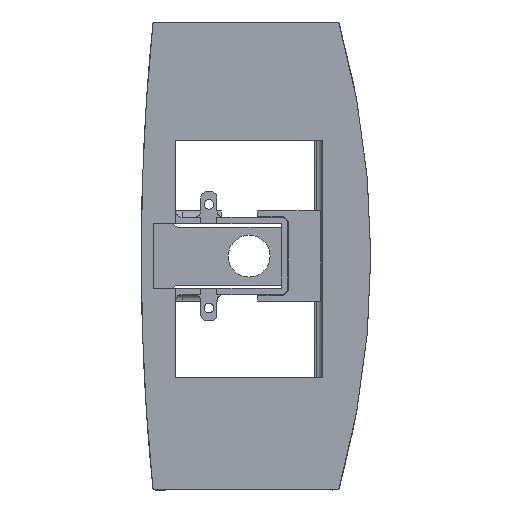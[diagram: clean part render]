
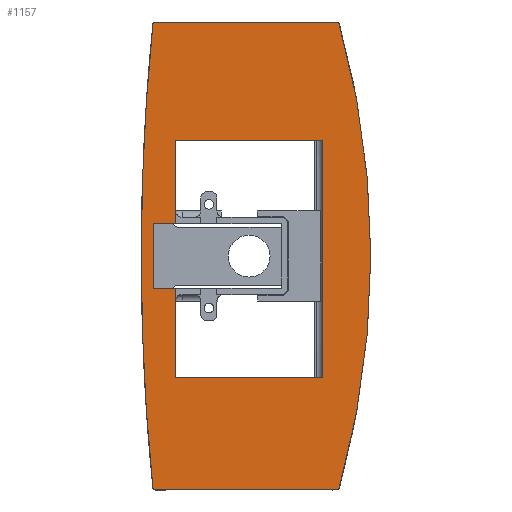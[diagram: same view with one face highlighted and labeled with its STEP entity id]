
A CAD part, top view. The second image highlights one B-rep face of the part: STEP entity #1157.
In plain terms, the highlighted planar face has unit normal (0, 0, 1).
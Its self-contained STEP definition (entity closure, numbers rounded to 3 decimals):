
#544 = LINE ( 'NONE', #4078, #3465 ) ;
#803 = CARTESIAN_POINT ( 'NONE',  ( -53., 25., 26. ) ) ;
#805 = LINE ( 'NONE', #7565, #6905 ) ;
#923 = VECTOR ( 'NONE', #8249, 1000. ) ;
#991 = ORIENTED_EDGE ( 'NONE', *, *, #4892, .F. ) ;
#1157 = ADVANCED_FACE ( 'NONE', ( #12876, #12551 ), #3709, .F. ) ;
#1404 = ORIENTED_EDGE ( 'NONE', *, *, #10849, .T. ) ;
#1495 = DIRECTION ( 'NONE',  ( -1., 0., 0. ) ) ;
#1719 = DIRECTION ( 'NONE',  ( 0., 0., 1. ) ) ;
#1809 = CARTESIAN_POINT ( 'NONE',  ( -0.3, 51.013, 26. ) ) ;
#1810 = EDGE_CURVE ( 'NONE', #10845, #12225, #5747, .T. ) ;
#1818 = ORIENTED_EDGE ( 'NONE', *, *, #1810, .T. ) ;
#1938 = CIRCLE ( 'NONE', #3123, 270. ) ;
#2061 = VERTEX_POINT ( 'NONE', #13376 ) ;
#2094 = CARTESIAN_POINT ( 'NONE',  ( -46., 5., 26. ) ) ;
#2209 = ORIENTED_EDGE ( 'NONE', *, *, #6803, .T. ) ;
#2322 = DIRECTION ( 'NONE',  ( 0., 0., 1. ) ) ;
#2411 = VERTEX_POINT ( 'NONE', #7692 ) ;
#2466 = DIRECTION ( 'NONE',  ( 0., 0., 1. ) ) ;
#2603 = ORIENTED_EDGE ( 'NONE', *, *, #3518, .T. ) ;
#2635 = CARTESIAN_POINT ( 'NONE',  ( -46., 51.013, 26. ) ) ;
#2706 = AXIS2_PLACEMENT_3D ( 'NONE', #3484, #3452, #3430 ) ;
#2772 = CARTESIAN_POINT ( 'NONE',  ( 4.7, -57.7, 26. ) ) ;
#2846 = DIRECTION ( 'NONE',  ( 1., 0., 0. ) ) ;
#2857 = VECTOR ( 'NONE', #1495, 1000. ) ;
#2964 = EDGE_CURVE ( 'NONE', #2061, #11277, #13461, .T. ) ;
#3018 = ORIENTED_EDGE ( 'NONE', *, *, #2964, .F. ) ;
#3123 = AXIS2_PLACEMENT_3D ( 'NONE', #12138, #5318, #13198 ) ;
#3126 = CIRCLE ( 'NONE', #7568, 0.7 ) ;
#3430 = DIRECTION ( 'NONE',  ( -1., 0., 0. ) ) ;
#3452 = DIRECTION ( 'NONE',  ( 0., 0., -1. ) ) ;
#3465 = VECTOR ( 'NONE', #12109, 1000. ) ;
#3484 = CARTESIAN_POINT ( 'NONE',  ( 0., 0., 26. ) ) ;
#3518 = EDGE_CURVE ( 'NONE', #5432, #11277, #13431, .T. ) ;
#3709 = PLANE ( 'NONE',  #2706 ) ;
#3804 = EDGE_CURVE ( 'NONE', #14605, #8392, #544, .T. ) ;
#3885 = CARTESIAN_POINT ( 'NONE',  ( -46., -22.7, 26. ) ) ;
#3917 = AXIS2_PLACEMENT_3D ( 'NONE', #6479, #14298, #7634 ) ;
#3931 = CIRCLE ( 'NONE', #7661, 720.046 ) ;
#4078 = CARTESIAN_POINT ( 'NONE',  ( -46., 25., 26. ) ) ;
#4277 = LINE ( 'NONE', #4725, #923 ) ;
#4638 = VECTOR ( 'NONE', #13541, 1000. ) ;
#4723 = CARTESIAN_POINT ( 'NONE',  ( -0.3, 51.013, 26. ) ) ;
#4725 = CARTESIAN_POINT ( 'NONE',  ( -53., -57.7, 26. ) ) ;
#4892 = EDGE_CURVE ( 'NONE', #13584, #13443, #14572, .T. ) ;
#4998 = DIRECTION ( 'NONE',  ( 1., 0., 0. ) ) ;
#5041 = EDGE_CURVE ( 'NONE', #7473, #13443, #14404, .T. ) ;
#5114 = VERTEX_POINT ( 'NONE', #803 ) ;
#5116 = DIRECTION ( 'NONE',  ( 0., 1., 0. ) ) ;
#5134 = ORIENTED_EDGE ( 'NONE', *, *, #13635, .T. ) ;
#5146 = CARTESIAN_POINT ( 'NONE',  ( -53.064, 87.07, 26. ) ) ;
#5318 = DIRECTION ( 'NONE',  ( 0., 0., -1. ) ) ;
#5432 = VERTEX_POINT ( 'NONE', #10938 ) ;
#5501 = EDGE_CURVE ( 'NONE', #5114, #14605, #805, .T. ) ;
#5666 = ORIENTED_EDGE ( 'NONE', *, *, #13388, .T. ) ;
#5747 = LINE ( 'NONE', #7483, #9137 ) ;
#6193 = ORIENTED_EDGE ( 'NONE', *, *, #12942, .F. ) ;
#6479 = CARTESIAN_POINT ( 'NONE',  ( 663.366, 15., 26. ) ) ;
#6803 = EDGE_CURVE ( 'NONE', #14719, #10963, #7147, .T. ) ;
#6905 = VECTOR ( 'NONE', #2846, 1000. ) ;
#7147 = CIRCLE ( 'NONE', #3917, 720.046 ) ;
#7473 = VERTEX_POINT ( 'NONE', #4723 ) ;
#7483 = CARTESIAN_POINT ( 'NONE',  ( 4.7, 87.7, 26. ) ) ;
#7536 = DIRECTION ( 'NONE',  ( -1., 0., 0. ) ) ;
#7542 = CARTESIAN_POINT ( 'NONE',  ( -52.367, 87.7, 26. ) ) ;
#7564 = CARTESIAN_POINT ( 'NONE',  ( -56.68, 15., 26. ) ) ;
#7565 = CARTESIAN_POINT ( 'NONE',  ( -53., 25., 26. ) ) ;
#7568 = AXIS2_PLACEMENT_3D ( 'NONE', #8843, #1719, #10002 ) ;
#7634 = DIRECTION ( 'NONE',  ( 0., -1., 0. ) ) ;
#7661 = AXIS2_PLACEMENT_3D ( 'NONE', #9393, #2322, #10571 ) ;
#7692 = CARTESIAN_POINT ( 'NONE',  ( -46., 5., 26. ) ) ;
#7712 = LINE ( 'NONE', #2094, #4638 ) ;
#7801 = VECTOR ( 'NONE', #4998, 1000. ) ;
#8249 = DIRECTION ( 'NONE',  ( 0., 1., 0. ) ) ;
#8299 = VECTOR ( 'NONE', #5116, 1000. ) ;
#8337 = VECTOR ( 'NONE', #9683, 1000. ) ;
#8390 = CARTESIAN_POINT ( 'NONE',  ( -53., 51.013, 26. ) ) ;
#8392 = VERTEX_POINT ( 'NONE', #2635 ) ;
#8752 = CARTESIAN_POINT ( 'NONE',  ( -46., -22.7, 26. ) ) ;
#8843 = CARTESIAN_POINT ( 'NONE',  ( -52.367, 87., 26. ) ) ;
#9137 = VECTOR ( 'NONE', #7536, 1000. ) ;
#9393 = CARTESIAN_POINT ( 'NONE',  ( 663.366, 15., 26. ) ) ;
#9412 = ORIENTED_EDGE ( 'NONE', *, *, #3804, .T. ) ;
#9520 = CARTESIAN_POINT ( 'NONE',  ( -52.367, -57., 26. ) ) ;
#9635 = VERTEX_POINT ( 'NONE', #11686 ) ;
#9683 = DIRECTION ( 'NONE',  ( 1., 0., 0. ) ) ;
#9712 = EDGE_CURVE ( 'NONE', #8392, #7473, #10861, .T. ) ;
#10002 = DIRECTION ( 'NONE',  ( -1., 0., 0. ) ) ;
#10083 = DIRECTION ( 'NONE',  ( 0., -1., 0. ) ) ;
#10144 = ORIENTED_EDGE ( 'NONE', *, *, #5041, .T. ) ;
#10270 = CARTESIAN_POINT ( 'NONE',  ( -52.367, -57.7, 26. ) ) ;
#10571 = DIRECTION ( 'NONE',  ( 0., -1., 0. ) ) ;
#10576 = CARTESIAN_POINT ( 'NONE',  ( -0.3, -22.7, 26. ) ) ;
#10687 = DIRECTION ( 'NONE',  ( -1., 0., 0. ) ) ;
#10845 = VERTEX_POINT ( 'NONE', #14029 ) ;
#10846 = CARTESIAN_POINT ( 'NONE',  ( -53., -22.7, 26. ) ) ;
#10849 = EDGE_CURVE ( 'NONE', #13584, #2411, #11362, .T. ) ;
#10861 = LINE ( 'NONE', #8390, #7801 ) ;
#10904 = EDGE_LOOP ( 'NONE', ( #1818, #5134, #2209, #14410, #2603, #3018, #6193 ) ) ;
#10938 = CARTESIAN_POINT ( 'NONE',  ( -53.064, -57.07, 26. ) ) ;
#10963 = VERTEX_POINT ( 'NONE', #7564 ) ;
#11277 = VERTEX_POINT ( 'NONE', #10270 ) ;
#11362 = LINE ( 'NONE', #3885, #8299 ) ;
#11459 = EDGE_CURVE ( 'NONE', #10963, #5432, #3931, .T. ) ;
#11686 = CARTESIAN_POINT ( 'NONE',  ( -53., 5., 26. ) ) ;
#12062 = ORIENTED_EDGE ( 'NONE', *, *, #5501, .T. ) ;
#12109 = DIRECTION ( 'NONE',  ( 0., 1., 0. ) ) ;
#12138 = CARTESIAN_POINT ( 'NONE',  ( -255.328, 15., 26. ) ) ;
#12225 = VERTEX_POINT ( 'NONE', #7542 ) ;
#12551 = FACE_OUTER_BOUND ( 'NONE', #10904, .T. ) ;
#12736 = ORIENTED_EDGE ( 'NONE', *, *, #9712, .T. ) ;
#12876 = FACE_BOUND ( 'NONE', #14895, .T. ) ;
#12942 = EDGE_CURVE ( 'NONE', #10845, #2061, #1938, .T. ) ;
#12957 = CARTESIAN_POINT ( 'NONE',  ( -46., 25., 26. ) ) ;
#13198 = DIRECTION ( 'NONE',  ( 0., 1., 0. ) ) ;
#13326 = AXIS2_PLACEMENT_3D ( 'NONE', #9520, #2466, #10687 ) ;
#13376 = CARTESIAN_POINT ( 'NONE',  ( 4.7, -57.7, 26. ) ) ;
#13388 = EDGE_CURVE ( 'NONE', #9635, #5114, #4277, .T. ) ;
#13431 = CIRCLE ( 'NONE', #13326, 0.7 ) ;
#13443 = VERTEX_POINT ( 'NONE', #10576 ) ;
#13461 = LINE ( 'NONE', #2772, #2857 ) ;
#13541 = DIRECTION ( 'NONE',  ( -1., 0., 0. ) ) ;
#13584 = VERTEX_POINT ( 'NONE', #8752 ) ;
#13635 = EDGE_CURVE ( 'NONE', #12225, #14719, #3126, .T. ) ;
#13744 = ORIENTED_EDGE ( 'NONE', *, *, #14958, .T. ) ;
#14029 = CARTESIAN_POINT ( 'NONE',  ( 4.7, 87.7, 26. ) ) ;
#14298 = DIRECTION ( 'NONE',  ( 0., 0., 1. ) ) ;
#14404 = LINE ( 'NONE', #1809, #14722 ) ;
#14410 = ORIENTED_EDGE ( 'NONE', *, *, #11459, .T. ) ;
#14572 = LINE ( 'NONE', #10846, #8337 ) ;
#14605 = VERTEX_POINT ( 'NONE', #12957 ) ;
#14719 = VERTEX_POINT ( 'NONE', #5146 ) ;
#14722 = VECTOR ( 'NONE', #10083, 1000. ) ;
#14895 = EDGE_LOOP ( 'NONE', ( #5666, #12062, #9412, #12736, #10144, #991, #1404, #13744 ) ) ;
#14958 = EDGE_CURVE ( 'NONE', #2411, #9635, #7712, .T. ) ;
